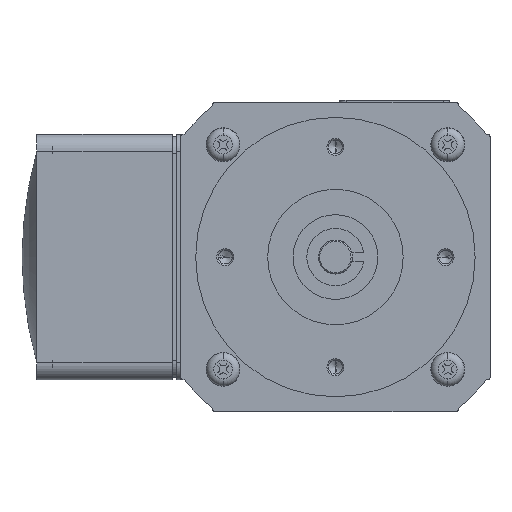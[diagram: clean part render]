
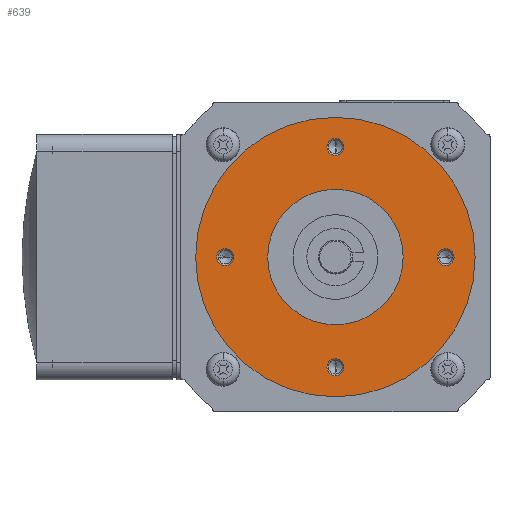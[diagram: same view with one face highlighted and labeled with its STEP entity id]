
A CAD part, left-side view. The second image highlights one B-rep face of the part: STEP entity #639.
In plain terms, the highlighted planar face has unit normal (-1, 0, 0).
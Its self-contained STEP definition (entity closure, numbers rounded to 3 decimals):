
#639=ADVANCED_FACE('',(#1550,#1551,#1552,#1553,#1554,#1555),#1556,.T.);
#1550=FACE_OUTER_BOUND('',#2746,.T.);
#1551=FACE_BOUND('',#2747,.T.);
#1552=FACE_BOUND('',#2748,.T.);
#1553=FACE_BOUND('',#2749,.T.);
#1554=FACE_BOUND('',#2750,.T.);
#1555=FACE_BOUND('',#2751,.T.);
#1556=PLANE('',#2752);
#2746=EDGE_LOOP('',(#4610,#4611));
#2747=EDGE_LOOP('',(#4612,#4613));
#2748=EDGE_LOOP('',(#4614,#4615));
#2749=EDGE_LOOP('',(#4616,#4617));
#2750=EDGE_LOOP('',(#4618,#4619));
#2751=EDGE_LOOP('',(#4620,#4621));
#2752=AXIS2_PLACEMENT_3D('',#4622,#4623,#4624);
#4610=ORIENTED_EDGE('',*,*,#7657,.T.);
#4611=ORIENTED_EDGE('',*,*,#7383,.T.);
#4612=ORIENTED_EDGE('',*,*,#7297,.T.);
#4613=ORIENTED_EDGE('',*,*,#7646,.T.);
#4614=ORIENTED_EDGE('',*,*,#7658,.T.);
#4615=ORIENTED_EDGE('',*,*,#7659,.T.);
#4616=ORIENTED_EDGE('',*,*,#7660,.T.);
#4617=ORIENTED_EDGE('',*,*,#7661,.T.);
#4618=ORIENTED_EDGE('',*,*,#7276,.T.);
#4619=ORIENTED_EDGE('',*,*,#7662,.T.);
#4620=ORIENTED_EDGE('',*,*,#7663,.F.);
#4621=ORIENTED_EDGE('',*,*,#7433,.F.);
#4622=CARTESIAN_POINT('',(4.0,24.5,0.));
#4623=DIRECTION('',(-1.0,0.0,0.0));
#4624=DIRECTION('',(0.0,0.0,1.0));
#7276=EDGE_CURVE('',#8819,#8816,#8820,.T.);
#7297=EDGE_CURVE('',#8853,#8850,#8854,.T.);
#7383=EDGE_CURVE('',#8995,#9000,#9002,.T.);
#7433=EDGE_CURVE('',#9082,#9084,#9085,.T.);
#7646=EDGE_CURVE('',#8850,#8853,#9432,.T.);
#7657=EDGE_CURVE('',#9000,#8995,#9445,.T.);
#7658=EDGE_CURVE('',#9446,#9447,#9448,.T.);
#7659=EDGE_CURVE('',#9447,#9446,#9449,.T.);
#7660=EDGE_CURVE('',#9450,#9451,#9452,.T.);
#7661=EDGE_CURVE('',#9451,#9450,#9453,.T.);
#7662=EDGE_CURVE('',#8816,#8819,#9454,.T.);
#7663=EDGE_CURVE('',#9084,#9082,#9455,.T.);
#8816=VERTEX_POINT('',#10956);
#8819=VERTEX_POINT('',#10960);
#8820=CIRCLE('',#10961,2.0);
#8850=VERTEX_POINT('',#10998);
#8853=VERTEX_POINT('',#11002);
#8854=CIRCLE('',#11003,2.0);
#8995=VERTEX_POINT('',#11185);
#9000=VERTEX_POINT('',#11191);
#9002=CIRCLE('',#11194,33.0);
#9082=VERTEX_POINT('',#11301);
#9084=VERTEX_POINT('',#11304);
#9085=CIRCLE('',#11305,16.0);
#9432=CIRCLE('',#11776,2.0);
#9445=CIRCLE('',#11793,33.0);
#9446=VERTEX_POINT('',#11794);
#9447=VERTEX_POINT('',#11795);
#9448=CIRCLE('',#11796,2.0);
#9449=CIRCLE('',#11797,2.0);
#9450=VERTEX_POINT('',#11798);
#9451=VERTEX_POINT('',#11799);
#9452=CIRCLE('',#11800,2.0);
#9453=CIRCLE('',#11801,2.0);
#9454=CIRCLE('',#11802,2.0);
#9455=CIRCLE('',#11803,16.0);
#10956=CARTESIAN_POINT('',(4.0,-28.0,0.));
#10960=CARTESIAN_POINT('',(4.0,-24.0,0.));
#10961=AXIS2_PLACEMENT_3D('',#13424,#13425,#13426);
#10998=CARTESIAN_POINT('',(4.0,0.,-24.0));
#11002=CARTESIAN_POINT('',(4.0,0.,-28.0));
#11003=AXIS2_PLACEMENT_3D('',#13456,#13457,#13458);
#11185=CARTESIAN_POINT('',(4.0,33.0,0.));
#11191=CARTESIAN_POINT('',(4.0,-33.0,0.));
#11194=AXIS2_PLACEMENT_3D('',#13574,#13575,#13576);
#11301=CARTESIAN_POINT('',(4.0,16.0,0.));
#11304=CARTESIAN_POINT('',(4.0,-16.0,0.));
#11305=AXIS2_PLACEMENT_3D('',#13635,#13636,#13637);
#11776=AXIS2_PLACEMENT_3D('',#13927,#13928,#13929);
#11793=AXIS2_PLACEMENT_3D('',#13940,#13941,#13942);
#11794=CARTESIAN_POINT('',(4.0,0.,24.0));
#11795=CARTESIAN_POINT('',(4.0,0.,28.0));
#11796=AXIS2_PLACEMENT_3D('',#13943,#13944,#13945);
#11797=AXIS2_PLACEMENT_3D('',#13946,#13947,#13948);
#11798=CARTESIAN_POINT('',(4.0,28.0,0.));
#11799=CARTESIAN_POINT('',(4.0,24.0,0.));
#11800=AXIS2_PLACEMENT_3D('',#13949,#13950,#13951);
#11801=AXIS2_PLACEMENT_3D('',#13952,#13953,#13954);
#11802=AXIS2_PLACEMENT_3D('',#13955,#13956,#13957);
#11803=AXIS2_PLACEMENT_3D('',#13958,#13959,#13960);
#13424=CARTESIAN_POINT('',(4.0,-26.0,0.0));
#13425=DIRECTION('',(1.0,0.0,0.0));
#13426=DIRECTION('',(0.0,-1.0,0.));
#13456=CARTESIAN_POINT('',(4.0,0.,-26.0));
#13457=DIRECTION('',(1.0,0.0,0.0));
#13458=DIRECTION('',(0.0,0.,1.0));
#13574=CARTESIAN_POINT('',(4.0,0.,0.0));
#13575=DIRECTION('',(-1.0,0.0,0.0));
#13576=DIRECTION('',(0.0,1.0,0.));
#13635=CARTESIAN_POINT('',(4.0,0.,0.0));
#13636=DIRECTION('',(-1.0,0.0,0.0));
#13637=DIRECTION('',(0.0,1.0,0.));
#13927=CARTESIAN_POINT('',(4.0,0.,-26.0));
#13928=DIRECTION('',(1.0,0.0,0.0));
#13929=DIRECTION('',(0.0,0.,1.0));
#13940=CARTESIAN_POINT('',(4.0,0.,0.0));
#13941=DIRECTION('',(-1.0,0.0,0.0));
#13942=DIRECTION('',(0.0,1.0,0.));
#13943=CARTESIAN_POINT('',(4.0,0.,26.0));
#13944=DIRECTION('',(1.0,0.0,0.0));
#13945=DIRECTION('',(0.0,0.,1.0));
#13946=CARTESIAN_POINT('',(4.0,0.,26.0));
#13947=DIRECTION('',(1.0,0.0,0.0));
#13948=DIRECTION('',(0.0,0.,1.0));
#13949=CARTESIAN_POINT('',(4.0,26.0,0.0));
#13950=DIRECTION('',(1.0,0.0,0.0));
#13951=DIRECTION('',(0.0,-1.0,0.));
#13952=CARTESIAN_POINT('',(4.0,26.0,0.0));
#13953=DIRECTION('',(1.0,0.0,0.0));
#13954=DIRECTION('',(0.0,-1.0,0.));
#13955=CARTESIAN_POINT('',(4.0,-26.0,0.0));
#13956=DIRECTION('',(1.0,0.0,0.0));
#13957=DIRECTION('',(0.0,-1.0,0.));
#13958=CARTESIAN_POINT('',(4.0,0.,0.0));
#13959=DIRECTION('',(-1.0,0.0,0.0));
#13960=DIRECTION('',(0.0,1.0,0.));
